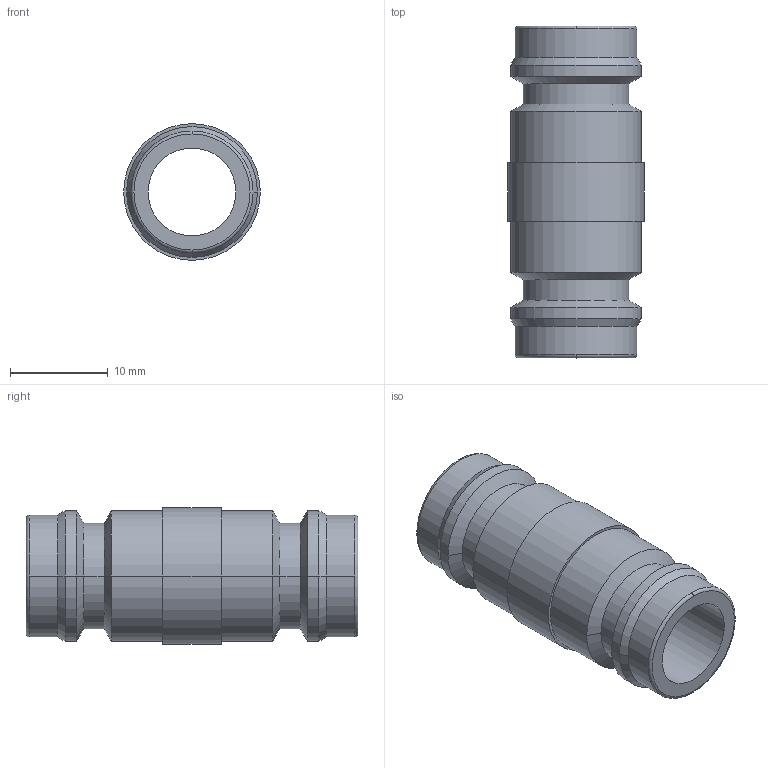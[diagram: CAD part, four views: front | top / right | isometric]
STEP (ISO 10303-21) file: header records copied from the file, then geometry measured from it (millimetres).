
FILE_DESCRIPTION(('STEP AP214'),'1');
FILE_NAME('eshe-eshe.stp','2020-04-22T06:07:03',('TraceParts'),('TraceParts S.A.'),'Spatial InterOp 3D',' ',' ');
FILE_SCHEMA(('automotive_design'));
Length unit declared in the file: millimetre
Products named in the file (1): 1
Bounding box: 14 x 34 x 14 mm (x, y, z)
Volume: 2291.1 mm3; surface area: 2594.7 mm2
Topology: 1 solids, 1 shells, 40 faces, 86 edges, 50 vertices
Faces by surface type: cylinder 20, cone 12, torus 4, plane 4
Entity records: 1428 total; most frequent: DIRECTION 222, CARTESIAN_POINT 177, ORIENTED_EDGE 172, AXIS2_PLACEMENT_3D 95, EDGE_CURVE 86, CIRCLE 54, VERTEX_POINT 50, EDGE_LOOP 44
